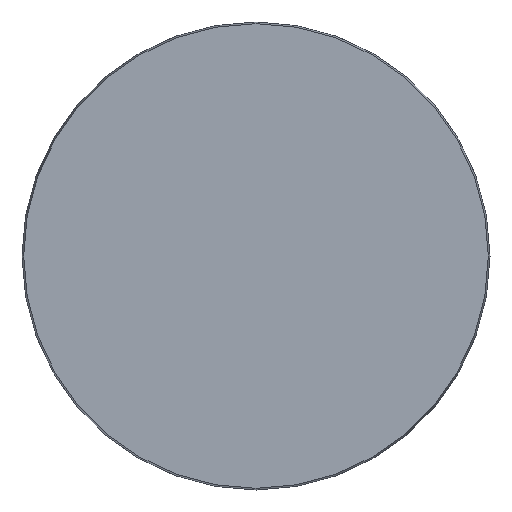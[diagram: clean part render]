
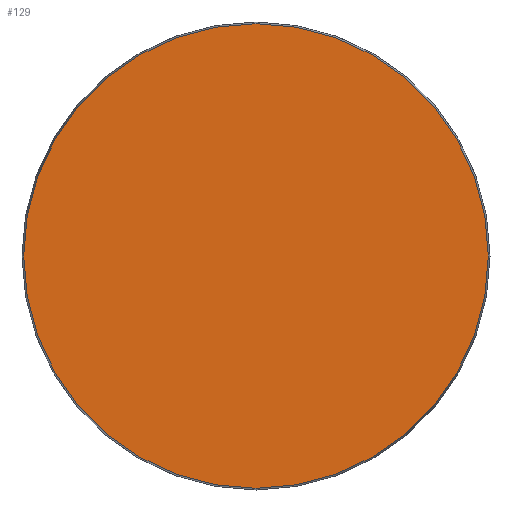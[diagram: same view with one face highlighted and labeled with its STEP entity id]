
A CAD part, front view. The second image highlights one B-rep face of the part: STEP entity #129.
In plain terms, the highlighted planar face has unit normal (0, -1, 0).
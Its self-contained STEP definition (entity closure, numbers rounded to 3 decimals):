
#58 = DIRECTION ( 'NONE',  ( 0., 1., 0. ) ) ;
#88 = DIRECTION ( 'NONE',  ( 0., -1., 0. ) ) ;
#129 = ADVANCED_FACE ( 'NONE', ( #528 ), #345, .F. ) ;
#157 = VERTEX_POINT ( 'NONE', #488 ) ;
#167 = DIRECTION ( 'NONE',  ( 0., 0., -1. ) ) ;
#177 = EDGE_LOOP ( 'NONE', ( #532 ) ) ;
#225 = DIRECTION ( 'NONE',  ( 0., 0., 1. ) ) ;
#245 = CIRCLE ( 'NONE', #385, 78.425 ) ;
#313 = EDGE_CURVE ( 'NONE', #157, #157, #245, .T. ) ;
#324 = AXIS2_PLACEMENT_3D ( 'NONE', #430, #58, #225 ) ;
#345 = PLANE ( 'NONE',  #324 ) ;
#385 = AXIS2_PLACEMENT_3D ( 'NONE', #414, #88, #167 ) ;
#414 = CARTESIAN_POINT ( 'NONE',  ( 0., 0., 0. ) ) ;
#430 = CARTESIAN_POINT ( 'NONE',  ( -78.425, 0., 0. ) ) ;
#488 = CARTESIAN_POINT ( 'NONE',  ( 0., 0., -78.425 ) ) ;
#528 = FACE_OUTER_BOUND ( 'NONE', #177, .T. ) ;
#532 = ORIENTED_EDGE ( 'NONE', *, *, #313, .T. ) ;
